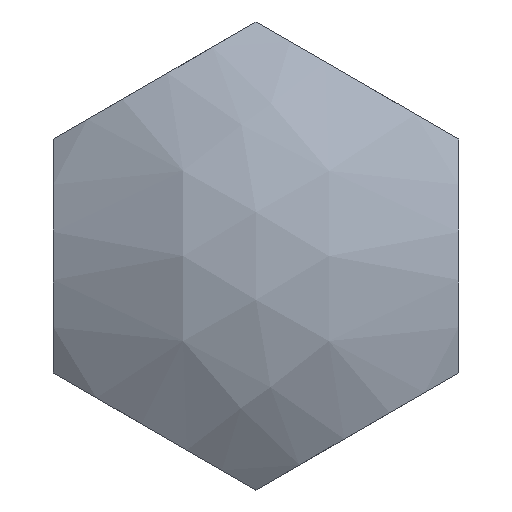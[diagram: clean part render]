
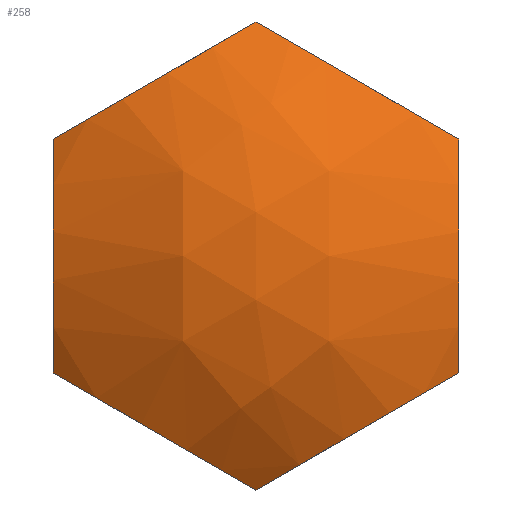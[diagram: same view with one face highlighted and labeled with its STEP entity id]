
A CAD part, front view. The second image highlights one B-rep face of the part: STEP entity #258.
In plain terms, the highlighted free-form (B-spline) face has degree [3, 3] with [4, 4] control points.
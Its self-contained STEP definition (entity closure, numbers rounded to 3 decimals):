
#2 = CARTESIAN_POINT ( 'NONE',  ( 0., 4.551, 12.702 ) ) ;
#15 =( BOUNDED_SURFACE ( )  B_SPLINE_SURFACE ( 3, 3, ( 
 ( #127, #339, #65, #99 ),
 ( #398, #392, #30, #277 ),
 ( #26, #243, #239, #211 ),
 ( #154, #125, #150, #61 ) ),
 .UNSPECIFIED., .F., .F., .T. ) 
 B_SPLINE_SURFACE_WITH_KNOTS ( ( 4, 4 ),
 ( 4, 4 ),
 ( 0., 1. ),
 ( 0., 1. ),
 .UNSPECIFIED. ) 
 GEOMETRIC_REPRESENTATION_ITEM ( )  RATIONAL_B_SPLINE_SURFACE ( (
 ( 1., 0.845, 0.845, 1.),
 ( 0.89, 0.752, 0.752, 0.89),
 ( 0.89, 0.752, 0.752, 0.89),
 ( 1., 0.845, 0.845, 1.) ) ) 
 REPRESENTATION_ITEM ( '' )  SURFACE ( )  );
#20 = CARTESIAN_POINT ( 'NONE',  ( 6.439, 3.297, -8.984 ) ) ;
#23 = CARTESIAN_POINT ( 'NONE',  ( -11., 4.551, -6.351 ) ) ;
#24 = CARTESIAN_POINT ( 'NONE',  ( 0., 4.551, -12.702 ) ) ;
#26 = CARTESIAN_POINT ( 'NONE',  ( -4.119, 3.709, 13.621 ) ) ;
#30 = CARTESIAN_POINT ( 'NONE',  ( 4.119, -3.185, -5.374 ) ) ;
#33 = CIRCLE ( 'NONE', #166, 16.703 ) ;
#35 = CARTESIAN_POINT ( 'NONE',  ( -5.027, 3.297, 9.799 ) ) ;
#52 = VERTEX_POINT ( 'NONE', #163 ) ;
#56 = EDGE_CURVE ( 'NONE', #302, #126, #33, .T. ) ;
#57 = CARTESIAN_POINT ( 'NONE',  ( -6.448, 3.324, -8.979 ) ) ;
#60 = CARTESIAN_POINT ( 'NONE',  ( -11., 4.551, -6.351 ) ) ;
#61 = CARTESIAN_POINT ( 'NONE',  ( -11., 7.186, -10.714 ) ) ;
#62 = CARTESIAN_POINT ( 'NONE',  ( -7.369, 3.401, 8.447 ) ) ;
#65 = CARTESIAN_POINT ( 'NONE',  ( 11., 1.762, -4.228 ) ) ;
#67 = CARTESIAN_POINT ( 'NONE',  ( 10.123, 4.135, 6.857 ) ) ;
#72 = CARTESIAN_POINT ( 'NONE',  ( 1.791, 3.819, 11.668 ) ) ;
#73 = CARTESIAN_POINT ( 'NONE',  ( 6.448, 3.324, 8.979 ) ) ;
#74 = B_SPLINE_CURVE_WITH_KNOTS ( 'NONE', 3,
 ( #60, #271, #236, #169, #269, #57, #145, #118, #332, #146, #148, #149 ),
 .UNSPECIFIED., .F., .F.,
 ( 4, 2, 2, 2, 2, 4 ),
 ( 0., 0.003, 0.005, 0.006, 0.01, 0.013 ),
 .UNSPECIFIED. ) ;
#88 = ORIENTED_EDGE ( 'NONE', *, *, #260, .T. ) ;
#90 = CARTESIAN_POINT ( 'NONE',  ( 1.775, 3.824, -11.677 ) ) ;
#97 = CARTESIAN_POINT ( 'NONE',  ( -6.439, 3.297, 8.984 ) ) ;
#99 = CARTESIAN_POINT ( 'NONE',  ( 11., 7.186, -10.714 ) ) ;
#104 = ORIENTED_EDGE ( 'NONE', *, *, #192, .T. ) ;
#105 = CARTESIAN_POINT ( 'NONE',  ( 9.225, 3.824, 7.375 ) ) ;
#106 = FACE_OUTER_BOUND ( 'NONE', #112, .T. ) ;
#110 = EDGE_CURVE ( 'NONE', #52, #113, #182, .T. ) ;
#112 = EDGE_LOOP ( 'NONE', ( #152, #88, #349, #268, #147, #104 ) ) ;
#113 = VERTEX_POINT ( 'NONE', #207 ) ;
#118 = CARTESIAN_POINT ( 'NONE',  ( -4.561, 3.297, -10.068 ) ) ;
#120 = CARTESIAN_POINT ( 'NONE',  ( -9.209, 3.819, 7.385 ) ) ;
#125 = CARTESIAN_POINT ( 'NONE',  ( -11., 1.762, 4.228 ) ) ;
#126 = VERTEX_POINT ( 'NONE', #23 ) ;
#127 = CARTESIAN_POINT ( 'NONE',  ( 11., 7.186, 10.714 ) ) ;
#132 = B_SPLINE_CURVE_WITH_KNOTS ( 'NONE', 3,
 ( #153, #67, #105, #184, #221, #73, #217, #345, #135, #72, #156, #246 ),
 .UNSPECIFIED., .F., .F.,
 ( 4, 2, 2, 2, 2, 4 ),
 ( 0., 0.003, 0.005, 0.006, 0.01, 0.013 ),
 .UNSPECIFIED. ) ;
#133 = EDGE_CURVE ( 'NONE', #126, #52, #74, .T. ) ;
#135 = CARTESIAN_POINT ( 'NONE',  ( 3.631, 3.401, 10.606 ) ) ;
#144 = CARTESIAN_POINT ( 'NONE',  ( 0.877, 4.135, -12.195 ) ) ;
#145 = CARTESIAN_POINT ( 'NONE',  ( -5.973, 3.297, -9.253 ) ) ;
#146 = CARTESIAN_POINT ( 'NONE',  ( -1.791, 3.819, -11.668 ) ) ;
#147 = ORIENTED_EDGE ( 'NONE', *, *, #110, .T. ) ;
#148 = CARTESIAN_POINT ( 'NONE',  ( -0.877, 4.135, -12.195 ) ) ;
#149 = CARTESIAN_POINT ( 'NONE',  ( 0., 4.551, -12.702 ) ) ;
#150 = CARTESIAN_POINT ( 'NONE',  ( -11., 1.762, -4.228 ) ) ;
#152 = ORIENTED_EDGE ( 'NONE', *, *, #303, .T. ) ;
#153 = CARTESIAN_POINT ( 'NONE',  ( 11., 4.551, 6.351 ) ) ;
#154 = CARTESIAN_POINT ( 'NONE',  ( -11., 7.186, 10.714 ) ) ;
#156 = CARTESIAN_POINT ( 'NONE',  ( 0.877, 4.135, 12.195 ) ) ;
#163 = CARTESIAN_POINT ( 'NONE',  ( 0., 4.551, -12.702 ) ) ;
#166 = AXIS2_PLACEMENT_3D ( 'NONE', #321, #358, #198 ) ;
#169 = CARTESIAN_POINT ( 'NONE',  ( -7.849, 3.51, -8.17 ) ) ;
#170 = CARTESIAN_POINT ( 'NONE',  ( 9.209, 3.819, -7.385 ) ) ;
#179 = CARTESIAN_POINT ( 'NONE',  ( -4.552, 3.324, 10.074 ) ) ;
#182 = B_SPLINE_CURVE_WITH_KNOTS ( 'NONE', 3,
 ( #24, #144, #90, #389, #365, #361, #205, #20, #304, #170, #298, #270 ),
 .UNSPECIFIED., .F., .F.,
 ( 4, 2, 2, 2, 2, 4 ),
 ( 0., 0.003, 0.005, 0.006, 0.01, 0.013 ),
 .UNSPECIFIED. ) ;
#184 = CARTESIAN_POINT ( 'NONE',  ( 7.849, 3.51, 8.17 ) ) ;
#192 = EDGE_CURVE ( 'NONE', #113, #353, #366, .T. ) ;
#198 = DIRECTION ( 'NONE',  ( 0., 0., -1. ) ) ;
#205 = CARTESIAN_POINT ( 'NONE',  ( 5.027, 3.297, -9.799 ) ) ;
#207 = CARTESIAN_POINT ( 'NONE',  ( 11., 4.551, -6.351 ) ) ;
#211 = CARTESIAN_POINT ( 'NONE',  ( -4.119, 3.709, -13.621 ) ) ;
#212 = CARTESIAN_POINT ( 'NONE',  ( -0.877, 4.135, 12.195 ) ) ;
#217 = CARTESIAN_POINT ( 'NONE',  ( 5.973, 3.297, 9.253 ) ) ;
#221 = CARTESIAN_POINT ( 'NONE',  ( 7.386, 3.43, 8.438 ) ) ;
#222 = CARTESIAN_POINT ( 'NONE',  ( 11., 4.551, 6.351 ) ) ;
#236 = CARTESIAN_POINT ( 'NONE',  ( -9.225, 3.824, -7.375 ) ) ;
#239 = CARTESIAN_POINT ( 'NONE',  ( -4.119, -3.185, -5.374 ) ) ;
#243 = CARTESIAN_POINT ( 'NONE',  ( -4.119, -3.185, 5.374 ) ) ;
#244 = CARTESIAN_POINT ( 'NONE',  ( -11., 4.551, 6.351 ) ) ;
#245 = CARTESIAN_POINT ( 'NONE',  ( 11., 20., 0. ) ) ;
#246 = CARTESIAN_POINT ( 'NONE',  ( 0., 4.551, 12.702 ) ) ;
#258 = ADVANCED_FACE ( 'NONE', ( #106 ), #15, .T. ) ;
#260 = EDGE_CURVE ( 'NONE', #371, #302, #338, .T. ) ;
#268 = ORIENTED_EDGE ( 'NONE', *, *, #133, .T. ) ;
#269 = CARTESIAN_POINT ( 'NONE',  ( -7.386, 3.43, -8.438 ) ) ;
#270 = CARTESIAN_POINT ( 'NONE',  ( 11., 4.551, -6.351 ) ) ;
#271 = CARTESIAN_POINT ( 'NONE',  ( -10.123, 4.135, -6.857 ) ) ;
#275 = CARTESIAN_POINT ( 'NONE',  ( -3.614, 3.43, 10.615 ) ) ;
#277 = CARTESIAN_POINT ( 'NONE',  ( 4.119, 3.709, -13.621 ) ) ;
#298 = CARTESIAN_POINT ( 'NONE',  ( 10.123, 4.135, -6.857 ) ) ;
#302 = VERTEX_POINT ( 'NONE', #244 ) ;
#303 = EDGE_CURVE ( 'NONE', #353, #371, #132, .T. ) ;
#304 = CARTESIAN_POINT ( 'NONE',  ( 7.369, 3.401, -8.447 ) ) ;
#307 = CARTESIAN_POINT ( 'NONE',  ( -10.123, 4.135, 6.857 ) ) ;
#309 = CARTESIAN_POINT ( 'NONE',  ( 0., 4.551, 12.702 ) ) ;
#319 = AXIS2_PLACEMENT_3D ( 'NONE', #245, #394, #368 ) ;
#321 = CARTESIAN_POINT ( 'NONE',  ( -11., 20., 0. ) ) ;
#332 = CARTESIAN_POINT ( 'NONE',  ( -3.631, 3.401, -10.606 ) ) ;
#333 = CARTESIAN_POINT ( 'NONE',  ( -11., 4.551, 6.351 ) ) ;
#338 = B_SPLINE_CURVE_WITH_KNOTS ( 'NONE', 3,
 ( #309, #212, #369, #342, #275, #179, #35, #97, #62, #120, #307, #333 ),
 .UNSPECIFIED., .F., .F.,
 ( 4, 2, 2, 2, 2, 4 ),
 ( 0., 0.003, 0.005, 0.006, 0.01, 0.013 ),
 .UNSPECIFIED. ) ;
#339 = CARTESIAN_POINT ( 'NONE',  ( 11., 1.762, 4.228 ) ) ;
#342 = CARTESIAN_POINT ( 'NONE',  ( -3.151, 3.51, 10.883 ) ) ;
#345 = CARTESIAN_POINT ( 'NONE',  ( 4.561, 3.297, 10.068 ) ) ;
#349 = ORIENTED_EDGE ( 'NONE', *, *, #56, .T. ) ;
#353 = VERTEX_POINT ( 'NONE', #222 ) ;
#358 = DIRECTION ( 'NONE',  ( 1., 0., 0. ) ) ;
#361 = CARTESIAN_POINT ( 'NONE',  ( 4.552, 3.324, -10.074 ) ) ;
#365 = CARTESIAN_POINT ( 'NONE',  ( 3.614, 3.43, -10.615 ) ) ;
#366 = CIRCLE ( 'NONE', #319, 16.703 ) ;
#368 = DIRECTION ( 'NONE',  ( 0., 0., -1. ) ) ;
#369 = CARTESIAN_POINT ( 'NONE',  ( -1.775, 3.824, 11.677 ) ) ;
#371 = VERTEX_POINT ( 'NONE', #2 ) ;
#389 = CARTESIAN_POINT ( 'NONE',  ( 3.151, 3.51, -10.883 ) ) ;
#392 = CARTESIAN_POINT ( 'NONE',  ( 4.119, -3.185, 5.374 ) ) ;
#394 = DIRECTION ( 'NONE',  ( -1., 0., 0. ) ) ;
#398 = CARTESIAN_POINT ( 'NONE',  ( 4.119, 3.709, 13.621 ) ) ;
